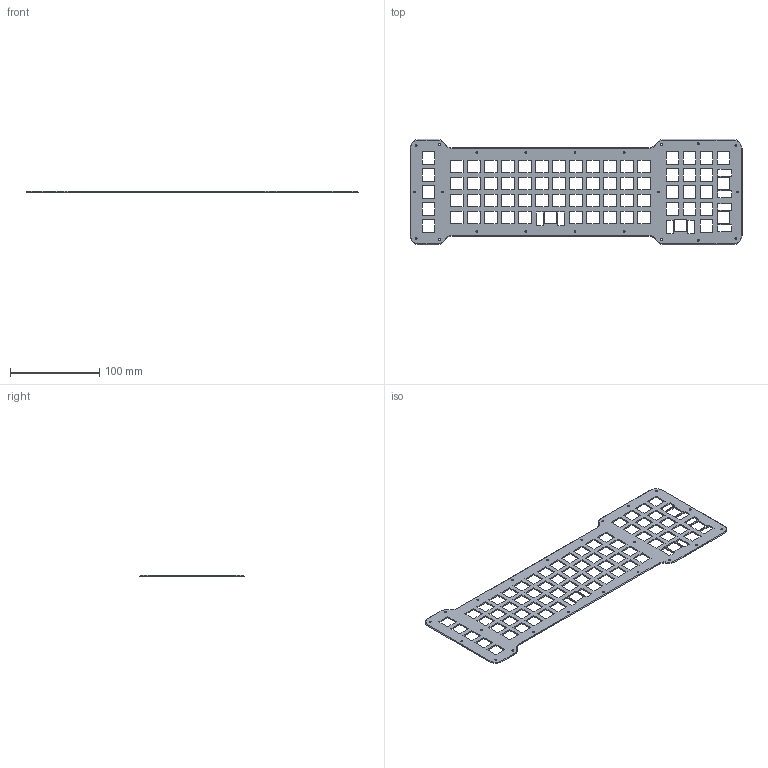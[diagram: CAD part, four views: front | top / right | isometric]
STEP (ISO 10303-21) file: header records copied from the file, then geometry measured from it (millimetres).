
FILE_DESCRIPTION(('HOOPS Exchange Step'),'2;1');
FILE_NAME('temp_export','2024-09-19T13:25:13-04:00',('jscotto'),('Shapr3D Limited'),'HOOPS Exchange 2024.2','Shapr3D','Authorized');
FILE_SCHEMA( ('AP242_MANAGED_MODEL_BASED_3D_ENGINEERING_MIM_LF {1 0 10303 442 1 1 4 }') );
Length unit declared in the file: millimetre
Products named in the file (1): Plate (Middle)
Bounding box: 371.35 x 117.75 x 1.5 mm (x, y, z)
Volume: 36343.1 mm3; surface area: 56375.1 mm2
Topology: 1 solids, 1 shells, 374 faces, 1094 edges, 722 vertices
Faces by surface type: plane 326, cone 26, cylinder 22
Full cylindrical faces by diameter (mm): 2.2 x22
Entity records: 12616 total; most frequent: CARTESIAN_POINT 2192, ORIENTED_EDGE 2188, DIRECTION 1928, EDGE_CURVE 1094, VECTOR 1012, LINE 1012, VERTEX_POINT 722, EDGE_LOOP 572
